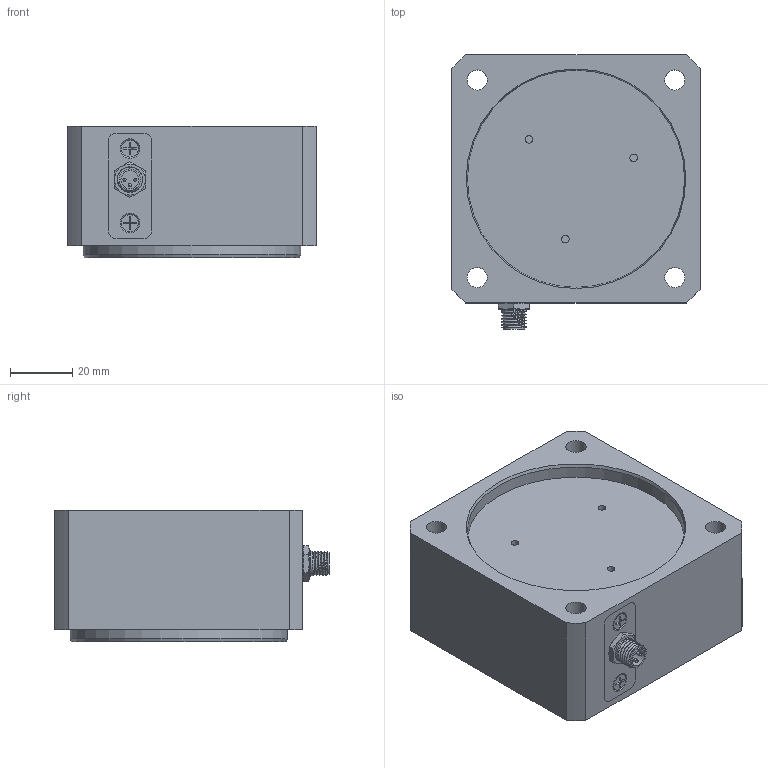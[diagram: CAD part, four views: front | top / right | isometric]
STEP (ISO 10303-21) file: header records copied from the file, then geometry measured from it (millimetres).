
FILE_DESCRIPTION(/* description */ (''),/* implementation_level */ '2;1');
FILE_NAME(/* name */ 'D-00003772.stp',/* time_stamp */ '2022-04-05T15:02:50+02:00',/* author */ ('angelika.schneid'),/* organization */ (''),/* preprocessor_version */ 'ST-DEVELOPER v17.2',/* originating_system */ 'Autodesk Inventor 2019',/* authorisation */ '');
FILE_SCHEMA (('AUTOMOTIVE_DESIGN { 1 0 10303 214 3 1 1 }'));
Length unit declared in the file: millimetre
Products named in the file (1): D-00003772
Bounding box: 80 x 88.5 x 42.5 mm (x, y, z)
Volume: 233257.3 mm3; surface area: 33375.8 mm2
Topology: 5 solids, 5 shells, 231 faces, 605 edges, 404 vertices
Faces by surface type: plane 118, cylinder 76, cone 27, bspline 4, torus 3, sphere 3
Full cylindrical faces by diameter (mm): 1 x3, 1.4 x3, 2.459 x5, 3 x4, 3.4 x2, 5.5 x2, 5.8 x1, 6.5 x4, 6.84 x1, 8 x5, 8.1 x1, 8.2 x1, 65 x1, 70 x2
Entity records: 10381 total; most frequent: CARTESIAN_POINT 4515, ORIENTED_EDGE 1200, DIRECTION 1112, EDGE_CURVE 600, AXIS2_PLACEMENT_3D 415, VERTEX_POINT 404, LINE 282, VECTOR 282
